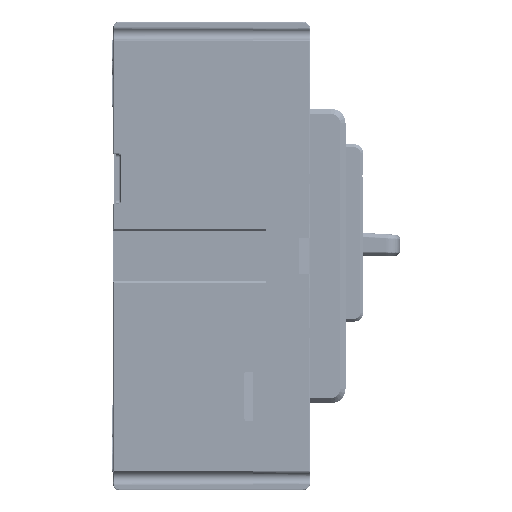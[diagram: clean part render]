
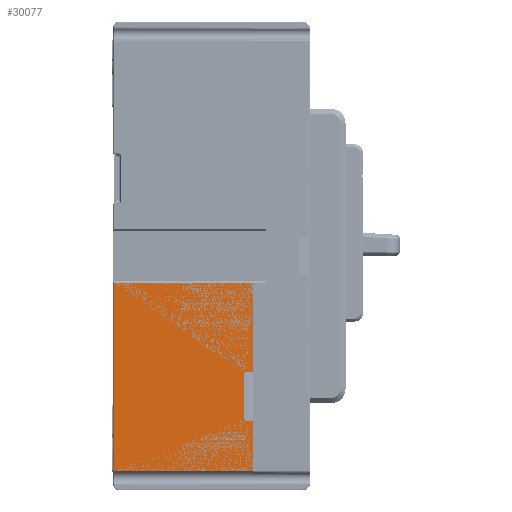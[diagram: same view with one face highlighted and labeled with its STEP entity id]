
A CAD part, left-side view. The second image highlights one B-rep face of the part: STEP entity #30077.
In plain terms, the highlighted planar face has unit normal (-1, 0, 0).
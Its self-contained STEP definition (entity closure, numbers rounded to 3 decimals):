
#10056=DIRECTION('',(0.,0.,-1.));
#10057=VECTOR('',#10056,53.11);
#10058=CARTESIAN_POINT('',(-37.5,39.3,-7.5));
#10059=LINE('',#10058,#10057);
#10064=CARTESIAN_POINT('',(-37.5,39.3,-7.5));
#13291=DIRECTION('',(0.,-1.,0.));
#13292=VECTOR('',#13291,2.);
#13293=CARTESIAN_POINT('',(-37.5,2.,-32.6));
#13294=LINE('',#13293,#13292);
#13435=DIRECTION('',(0.,-1.,0.));
#13436=VECTOR('',#13435,39.3);
#13437=CARTESIAN_POINT('',(-37.5,39.3,-60.61));
#13438=LINE('',#13437,#13436);
#13439=CARTESIAN_POINT('',(-37.5,2.,-33.1));
#13440=DIRECTION('',(-1.,0.,0.));
#13441=DIRECTION('',(0.,0.,1.));
#13442=AXIS2_PLACEMENT_3D('',#13439,#13440,#13441);
#13444=CARTESIAN_POINT('',(-37.5,2.,-46.1));
#13445=DIRECTION('',(-1.,0.,0.));
#13446=DIRECTION('',(0.,1.,0.));
#13447=AXIS2_PLACEMENT_3D('',#13444,#13445,#13446);
#13449=DIRECTION('',(0.,-1.,0.));
#13450=VECTOR('',#13449,2.);
#13451=CARTESIAN_POINT('',(-37.5,2.,-46.6));
#13452=LINE('',#13451,#13450);
#13453=DIRECTION('',(0.,0.,-1.));
#13454=VECTOR('',#13453,14.01);
#13455=CARTESIAN_POINT('',(-37.5,0.,-46.6));
#13456=LINE('',#13455,#13454);
#13457=DIRECTION('',(0.,-1.,0.));
#13458=VECTOR('',#13457,39.3);
#13459=CARTESIAN_POINT('',(-37.5,39.3,-7.5));
#13460=LINE('',#13459,#13458);
#13461=DIRECTION('',(0.,0.,-1.));
#13462=VECTOR('',#13461,25.1);
#13463=CARTESIAN_POINT('',(-37.5,0.,-7.5));
#13464=LINE('',#13463,#13462);
#13501=DIRECTION('',(0.,0.,1.));
#13502=VECTOR('',#13501,13.);
#13503=CARTESIAN_POINT('',(-37.5,2.5,-46.1));
#13504=LINE('',#13503,#13502);
#19829=CARTESIAN_POINT('',(-37.5,39.3,-60.61));
#19830=VERTEX_POINT('',#19829);
#19831=VERTEX_POINT('',#10064);
#19834=CARTESIAN_POINT('',(-37.5,0.,-7.5));
#19835=VERTEX_POINT('',#19834);
#20354=CARTESIAN_POINT('',(-37.5,0.,-32.6));
#20355=VERTEX_POINT('',#20354);
#20804=CARTESIAN_POINT('',(-37.5,2.,-32.6));
#20805=VERTEX_POINT('',#20804);
#20818=CARTESIAN_POINT('',(-37.5,0.,-60.61));
#20819=VERTEX_POINT('',#20818);
#20820=CARTESIAN_POINT('',(-37.5,0.,-46.6));
#20821=VERTEX_POINT('',#20820);
#20844=CARTESIAN_POINT('',(-37.5,2.5,-33.1));
#20845=VERTEX_POINT('',#20844);
#20846=CARTESIAN_POINT('',(-37.5,2.5,-46.1));
#20847=VERTEX_POINT('',#20846);
#20848=CARTESIAN_POINT('',(-37.5,2.,-46.6));
#20849=VERTEX_POINT('',#20848);
#30056=CARTESIAN_POINT('',(-37.5,0.,-66.));
#30057=DIRECTION('',(-1.,0.,0.));
#30058=DIRECTION('',(0.,0.,1.));
#30059=AXIS2_PLACEMENT_3D('',#30056,#30057,#30058);
#30060=PLANE('',#30059);
#30061=ORIENTED_EDGE('',*,*,#29857,.F.);
#30063=ORIENTED_EDGE('',*,*,#30062,.T.);
#30065=ORIENTED_EDGE('',*,*,#30064,.F.);
#30067=ORIENTED_EDGE('',*,*,#30066,.T.);
#30069=ORIENTED_EDGE('',*,*,#30068,.T.);
#30070=ORIENTED_EDGE('',*,*,#29903,.T.);
#30071=ORIENTED_EDGE('',*,*,#30051,.F.);
#30072=ORIENTED_EDGE('',*,*,#25728,.F.);
#30073=ORIENTED_EDGE('',*,*,#25747,.T.);
#30074=ORIENTED_EDGE('',*,*,#27023,.T.);
#30075=EDGE_LOOP('',(#30061,#30063,#30065,#30067,#30069,#30070,#30071,#30072,
#30073,#30074));
#30076=FACE_OUTER_BOUND('',#30075,.F.);
#30077=ADVANCED_FACE('',(#30076),#30060,.T.);
#13443=CIRCLE('',#13442,0.5);
#13448=CIRCLE('',#13447,0.5);
#25728=EDGE_CURVE('',#19831,#19830,#10059,.T.);
#25747=EDGE_CURVE('',#19831,#19835,#13460,.T.);
#27023=EDGE_CURVE('',#19835,#20355,#13464,.T.);
#29857=EDGE_CURVE('',#20805,#20355,#13294,.T.);
#29903=EDGE_CURVE('',#20821,#20819,#13456,.T.);
#30051=EDGE_CURVE('',#19830,#20819,#13438,.T.);
#30062=EDGE_CURVE('',#20805,#20845,#13443,.T.);
#30064=EDGE_CURVE('',#20847,#20845,#13504,.T.);
#30066=EDGE_CURVE('',#20847,#20849,#13448,.T.);
#30068=EDGE_CURVE('',#20849,#20821,#13452,.T.);
